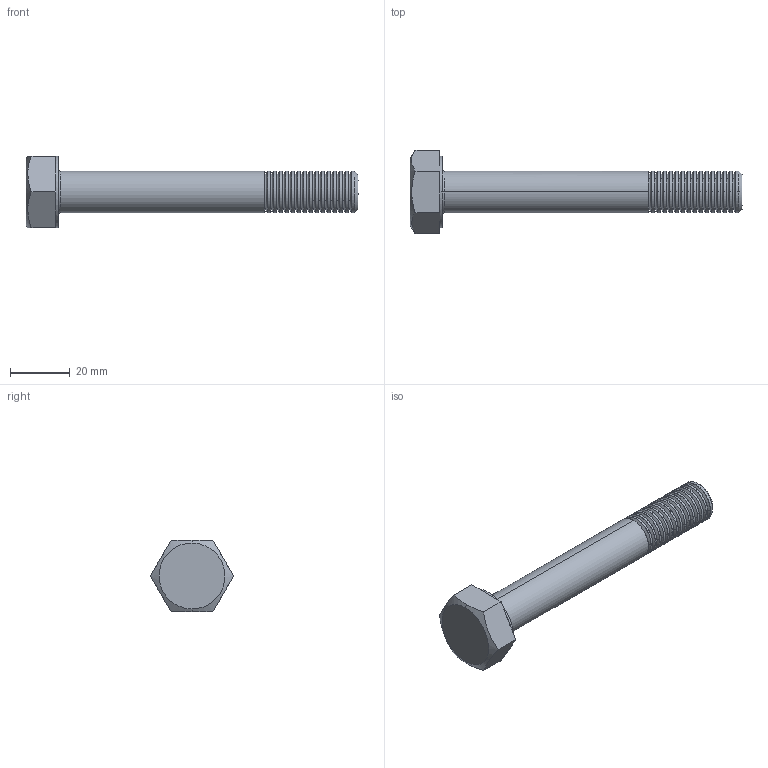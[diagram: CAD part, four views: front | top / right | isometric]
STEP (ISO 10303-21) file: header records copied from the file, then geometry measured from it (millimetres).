
FILE_DESCRIPTION (( 'STEP AP203' ), '1' );
FILE_NAME ('33360_23658911.IGS_Default_sldprt.STEP', '2023-01-17T08:08:02', ( '' ), ( '' ), 'SwSTEP 2.0', 'SolidWorks 2019', '' );
FILE_SCHEMA (( 'CONFIG_CONTROL_DESIGN' ));
Length unit declared in the file: millimetre
Products named in the file (1): 33360_23658911.IGS_Default_sldprt
Bounding box: 110.75 x 27.71 x 24 mm (x, y, z)
Volume: 20222.1 mm3; surface area: 6846.9 mm2
Topology: 1 solids, 1 shells, 145 faces, 294 edges, 182 vertices
Faces by surface type: bspline 145
Entity records: 5802 total; most frequent: CARTESIAN_POINT 3916, ORIENTED_EDGE 588, EDGE_CURVE 294, B_SPLINE_CURVE_WITH_KNOTS 196, VERTEX_POINT 182, EDGE_LOOP 176, ADVANCED_FACE 145, FACE_OUTER_BOUND 145
